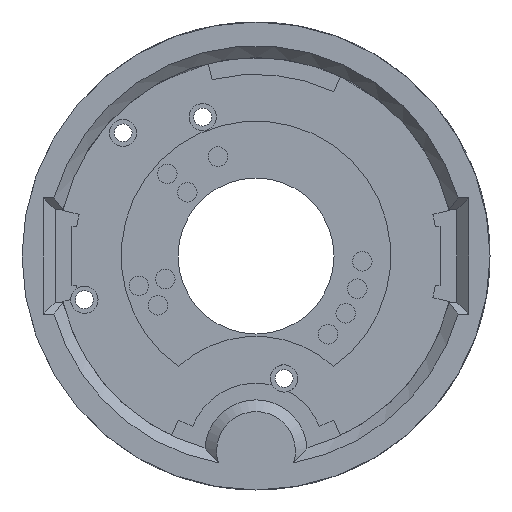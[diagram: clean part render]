
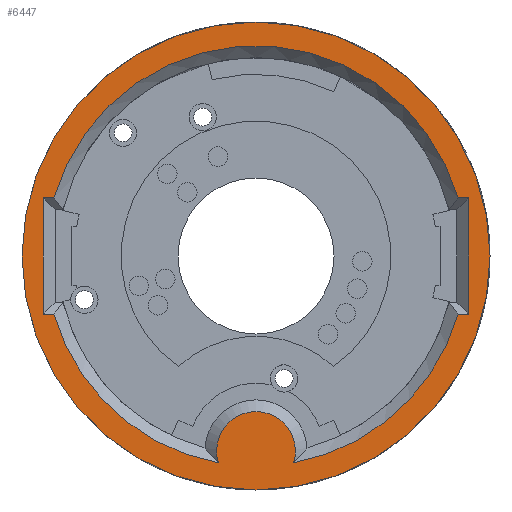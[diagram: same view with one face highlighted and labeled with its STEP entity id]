
A CAD part, front view. The second image highlights one B-rep face of the part: STEP entity #6447.
In plain terms, the highlighted planar face has unit normal (0, -1, 0).
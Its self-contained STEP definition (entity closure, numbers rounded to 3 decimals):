
#692=FACE_BOUND('',#1250,.T.);
#750=PLANE('',#6866);
#867=FACE_OUTER_BOUND('',#1249,.T.);
#1249=EDGE_LOOP('',(#4442));
#1250=EDGE_LOOP('',(#4443,#4444,#4445,#4446,#4447,#4448,#4449,#4450,#4451,
#4452));
#1637=LINE('',#8238,#2062);
#1641=LINE('',#8246,#2066);
#1643=LINE('',#8271,#2068);
#1646=LINE('',#8291,#2071);
#1650=LINE('',#8297,#2075);
#1652=LINE('',#8312,#2077);
#2062=VECTOR('',#7211,10.);
#2066=VECTOR('',#7217,10.);
#2068=VECTOR('',#7227,10.);
#2071=VECTOR('',#7238,10.);
#2075=VECTOR('',#7244,10.);
#2077=VECTOR('',#7260,10.);
#2504=CIRCLE('',#6842,2.525);
#2506=CIRCLE('',#6846,13.475);
#2507=CIRCLE('',#6850,13.475);
#2510=CIRCLE('',#6854,13.475);
#2516=CIRCLE('',#6867,15.);
#2649=VERTEX_POINT('',#8236);
#2650=VERTEX_POINT('',#8237);
#2653=VERTEX_POINT('',#8245);
#2657=VERTEX_POINT('',#8257);
#2658=VERTEX_POINT('',#8262);
#2659=VERTEX_POINT('',#8269);
#2660=VERTEX_POINT('',#8270);
#2664=VERTEX_POINT('',#8283);
#2665=VERTEX_POINT('',#8290);
#2668=VERTEX_POINT('',#8304);
#2683=VERTEX_POINT('',#8352);
#3335=EDGE_CURVE('',#2649,#2650,#1637,.T.);
#3339=EDGE_CURVE('',#2650,#2653,#1641,.T.);
#3344=EDGE_CURVE('',#2657,#2658,#2504,.T.);
#3346=EDGE_CURVE('',#2659,#2660,#1643,.T.);
#3352=EDGE_CURVE('',#2664,#2657,#2506,.T.);
#3353=EDGE_CURVE('',#2660,#2665,#1646,.T.);
#3357=EDGE_CURVE('',#2665,#2664,#1650,.T.);
#3358=EDGE_CURVE('',#2653,#2659,#2507,.T.);
#3361=EDGE_CURVE('',#2658,#2668,#2510,.T.);
#3364=EDGE_CURVE('',#2668,#2649,#1652,.T.);
#3384=EDGE_CURVE('',#2683,#2683,#2516,.T.);
#4442=ORIENTED_EDGE('',*,*,#3384,.T.);
#4443=ORIENTED_EDGE('',*,*,#3346,.F.);
#4444=ORIENTED_EDGE('',*,*,#3358,.F.);
#4445=ORIENTED_EDGE('',*,*,#3339,.F.);
#4446=ORIENTED_EDGE('',*,*,#3335,.F.);
#4447=ORIENTED_EDGE('',*,*,#3364,.F.);
#4448=ORIENTED_EDGE('',*,*,#3361,.F.);
#4449=ORIENTED_EDGE('',*,*,#3344,.F.);
#4450=ORIENTED_EDGE('',*,*,#3352,.F.);
#4451=ORIENTED_EDGE('',*,*,#3357,.F.);
#4452=ORIENTED_EDGE('',*,*,#3353,.F.);
#6447=ADVANCED_FACE('',(#867,#692),#750,.T.);
#6842=AXIS2_PLACEMENT_3D('',#8263,#7223,#7224);
#6846=AXIS2_PLACEMENT_3D('',#8288,#7234,#7235);
#6850=AXIS2_PLACEMENT_3D('',#8299,#7247,#7248);
#6854=AXIS2_PLACEMENT_3D('',#8305,#7255,#7256);
#6866=AXIS2_PLACEMENT_3D('',#8351,#7295,#7296);
#6867=AXIS2_PLACEMENT_3D('',#8353,#7297,#7298);
#7211=DIRECTION('',(0.,0.,1.));
#7217=DIRECTION('',(-1.,0.,0.));
#7223=DIRECTION('center_axis',(0.,1.,0.));
#7224=DIRECTION('ref_axis',(0.99,0.,0.14));
#7227=DIRECTION('',(-1.,0.,0.));
#7234=DIRECTION('center_axis',(0.,-1.,0.));
#7235=DIRECTION('ref_axis',(-0.975,0.,-0.22));
#7238=DIRECTION('',(0.,0.,-1.));
#7244=DIRECTION('',(1.,0.,0.));
#7247=DIRECTION('center_axis',(0.,-1.,0.));
#7248=DIRECTION('ref_axis',(0.975,0.,0.22));
#7255=DIRECTION('center_axis',(0.,-1.,0.));
#7256=DIRECTION('ref_axis',(0.975,0.,0.22));
#7260=DIRECTION('',(1.,0.,0.));
#7295=DIRECTION('center_axis',(0.,-1.,0.));
#7296=DIRECTION('ref_axis',(1.,0.,0.));
#7297=DIRECTION('center_axis',(0.,-1.,0.));
#7298=DIRECTION('ref_axis',(-1.,0.,0.));
#8236=CARTESIAN_POINT('',(13.625,-1.25,-3.725));
#8237=CARTESIAN_POINT('',(13.625,-1.25,3.725));
#8238=CARTESIAN_POINT('',(13.625,-1.25,1.375));
#8245=CARTESIAN_POINT('',(12.95,-1.25,3.725));
#8246=CARTESIAN_POINT('',(6.097,-1.25,3.725));
#8257=CARTESIAN_POINT('',(-2.409,-1.25,-13.258));
#8262=CARTESIAN_POINT('',(2.409,-1.25,-13.258));
#8263=CARTESIAN_POINT('Origin',(0.,-1.25,-12.5));
#8269=CARTESIAN_POINT('',(-12.95,-1.25,3.725));
#8270=CARTESIAN_POINT('',(-13.625,-1.25,3.725));
#8271=CARTESIAN_POINT('',(6.097,-1.25,3.725));
#8283=CARTESIAN_POINT('',(-12.95,-1.25,-3.725));
#8288=CARTESIAN_POINT('Origin',(0.,-1.25,0.));
#8290=CARTESIAN_POINT('',(-13.625,-1.25,-3.725));
#8291=CARTESIAN_POINT('',(-13.625,-1.25,-1.375));
#8297=CARTESIAN_POINT('',(6.325,-1.25,-3.725));
#8299=CARTESIAN_POINT('Origin',(0.,-1.25,0.));
#8304=CARTESIAN_POINT('',(12.95,-1.25,-3.725));
#8305=CARTESIAN_POINT('Origin',(0.,-1.25,0.));
#8312=CARTESIAN_POINT('',(6.325,-1.25,-3.725));
#8351=CARTESIAN_POINT('Origin',(0.,-1.25,0.));
#8352=CARTESIAN_POINT('',(15.,-1.25,0.));
#8353=CARTESIAN_POINT('Origin',(0.,-1.25,0.));
